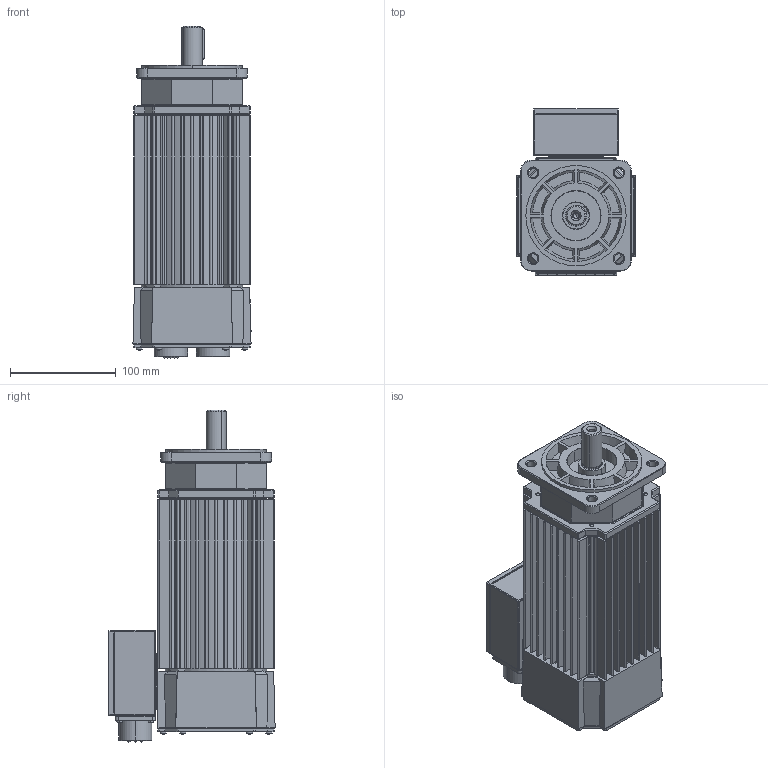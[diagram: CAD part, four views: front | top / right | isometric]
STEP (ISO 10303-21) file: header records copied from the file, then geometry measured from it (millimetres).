
FILE_DESCRIPTION((''),'2;1');
FILE_NAME('BL-115 - Basic.stp','2014-04-04T08:58:35',('arodrigo'),(''),'Autodesk Inventor 9','Autodesk Inventor 9','');
FILE_SCHEMA(('AUTOMOTIVE_DESIGN { 1 0 10303 214 1 1 1 1 }'));
Length unit declared in the file: millimetre
Products named in the file (1): Pieza1
Bounding box: 111.8 x 157.4 x 314.38 mm (x, y, z)
Volume: 2715987.1 mm3; surface area: 348508.8 mm2
Topology: 39 solids, 39 shells, 1595 faces, 4017 edges, 2513 vertices
Faces by surface type: plane 748, cylinder 489, bspline 124, cone 100, sphere 70, torus 64
Entity records: 50520 total; most frequent: CARTESIAN_POINT 11978, DIRECTION 8417, ORIENTED_EDGE 7836, EDGE_CURVE 3918, AXIS2_PLACEMENT_3D 3157, VERTEX_POINT 2492, VECTOR 2103, LINE 2103
